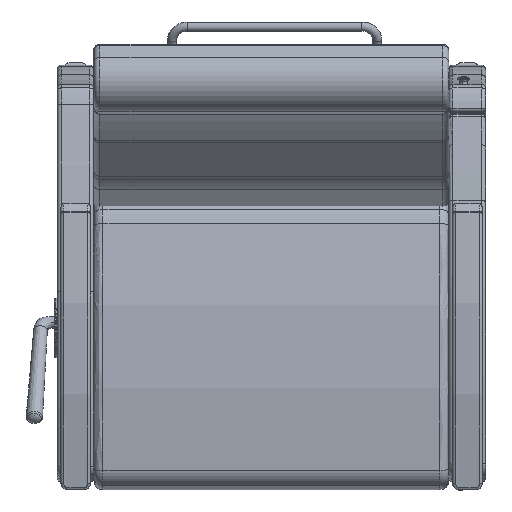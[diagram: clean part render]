
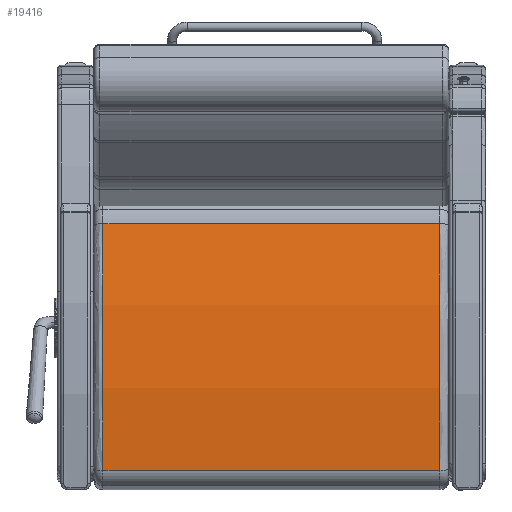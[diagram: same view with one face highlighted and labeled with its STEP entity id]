
A CAD part, front view. The second image highlights one B-rep face of the part: STEP entity #19416.
In plain terms, the highlighted free-form (B-spline) face has degree [1, 2] with [2, 3] control points.
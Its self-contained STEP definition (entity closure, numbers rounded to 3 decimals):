
#690=(
BOUNDED_SURFACE()
B_SPLINE_SURFACE(1,2,((#29505,#29506,#29507),(#29508,#29509,#29510)),
 .UNSPECIFIED.,.F.,.F.,.F.)
B_SPLINE_SURFACE_WITH_KNOTS((2,2),(3,3),(-0.229,0.229),
(1.362,1.699),.UNSPECIFIED.)
GEOMETRIC_REPRESENTATION_ITEM()
RATIONAL_B_SPLINE_SURFACE(((1.,0.986,1.),(1.,0.986,
1.)))
REPRESENTATION_ITEM('')
SURFACE()
);
#1202=ELLIPSE('',#20918,60.054,60.);
#1212=ELLIPSE('',#20946,60.054,60.);
#2140=FACE_OUTER_BOUND('',#3286,.T.);
#3286=EDGE_LOOP('',(#13620,#13621,#13622,#13623));
#4569=LINE('',#29503,#5963);
#4570=LINE('',#29512,#5964);
#5963=VECTOR('',#23363,0.394);
#5964=VECTOR('',#23366,0.394);
#8432=VERTEX_POINT('',#29295);
#8433=VERTEX_POINT('',#29296);
#8458=VERTEX_POINT('',#29502);
#8459=VERTEX_POINT('',#29511);
#10527=EDGE_CURVE('',#8432,#8433,#1202,.T.);
#10565=EDGE_CURVE('',#8433,#8458,#4569,.T.);
#10567=EDGE_CURVE('',#8432,#8459,#4570,.T.);
#10568=EDGE_CURVE('',#8458,#8459,#1212,.T.);
#13620=ORIENTED_EDGE('',*,*,#10527,.F.);
#13621=ORIENTED_EDGE('',*,*,#10567,.T.);
#13622=ORIENTED_EDGE('',*,*,#10568,.F.);
#13623=ORIENTED_EDGE('',*,*,#10565,.F.);
#19416=ADVANCED_FACE('',(#2140),#690,.F.);
#20918=AXIS2_PLACEMENT_3D('',#29297,#23295,#23296);
#20946=AXIS2_PLACEMENT_3D('',#29513,#23367,#23368);
#23295=DIRECTION('center_axis',(0.,0.,-1.));
#23296=DIRECTION('ref_axis',(1.,0.,0.));
#23363=DIRECTION('',(0.,0.,1.));
#23366=DIRECTION('',(0.,0.,1.));
#23367=DIRECTION('center_axis',(0.,0.,1.));
#23368=DIRECTION('ref_axis',(1.,0.,0.));
#29295=CARTESIAN_POINT('',(-10.045,1.256,-13.75));
#29296=CARTESIAN_POINT('',(10.111,0.445,-13.75));
#29297=CARTESIAN_POINT('Origin',(-2.35,-58.249,-13.75));
#29502=CARTESIAN_POINT('',(10.111,0.445,13.75));
#29503=CARTESIAN_POINT('',(10.111,0.445,0.));
#29505=CARTESIAN_POINT('Ctrl Pts',(10.111,0.445,-13.75));
#29506=CARTESIAN_POINT('Ctrl Pts',(0.103,2.566,-13.75));
#29507=CARTESIAN_POINT('Ctrl Pts',(-10.045,1.256,-13.75));
#29508=CARTESIAN_POINT('Ctrl Pts',(10.111,0.445,13.75));
#29509=CARTESIAN_POINT('Ctrl Pts',(0.103,2.566,13.75));
#29510=CARTESIAN_POINT('Ctrl Pts',(-10.045,1.256,13.75));
#29511=CARTESIAN_POINT('',(-10.045,1.256,13.75));
#29512=CARTESIAN_POINT('',(-10.045,1.256,0.));
#29513=CARTESIAN_POINT('Origin',(-2.35,-58.249,13.75));
